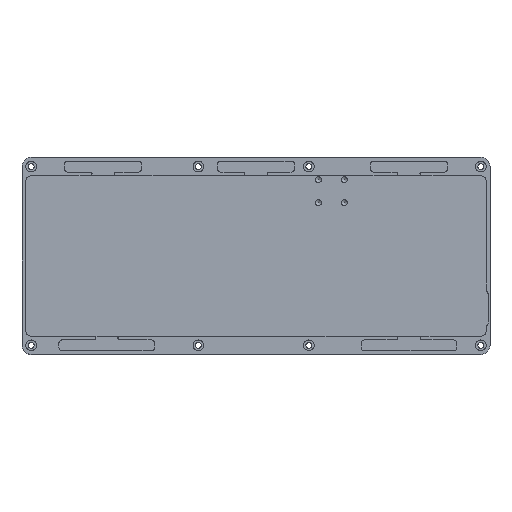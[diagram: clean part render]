
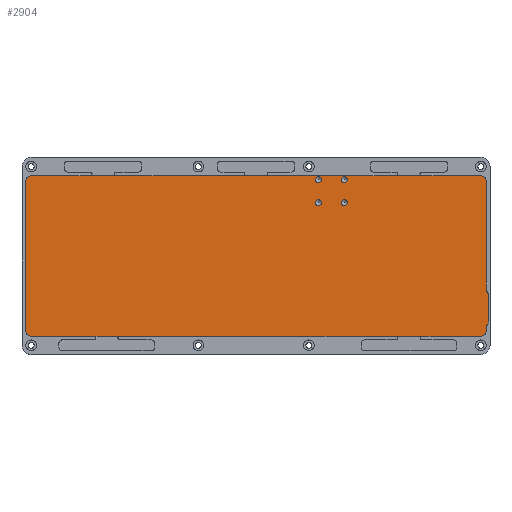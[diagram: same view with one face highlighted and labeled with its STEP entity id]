
A CAD part, top view. The second image highlights one B-rep face of the part: STEP entity #2904.
In plain terms, the highlighted planar face has unit normal (0, 0, 1).
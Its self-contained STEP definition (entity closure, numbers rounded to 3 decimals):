
#90=FACE_BOUND('',#476,.T.);
#91=FACE_BOUND('',#477,.T.);
#92=FACE_BOUND('',#478,.T.);
#93=FACE_BOUND('',#479,.T.);
#138=PLANE('',#3207);
#275=FACE_OUTER_BOUND('',#475,.T.);
#475=EDGE_LOOP('',(#2268,#2269,#2270,#2271,#2272,#2273,#2274,#2275,#2276,
#2277,#2278,#2279));
#476=EDGE_LOOP('',(#2280));
#477=EDGE_LOOP('',(#2281));
#478=EDGE_LOOP('',(#2282));
#479=EDGE_LOOP('',(#2283));
#645=LINE('',#4947,#871);
#648=LINE('',#4957,#874);
#649=LINE('',#4961,#875);
#650=LINE('',#4965,#876);
#651=LINE('',#4969,#877);
#652=LINE('',#4972,#878);
#871=VECTOR('',#3865,10.);
#874=VECTOR('',#3876,10.);
#875=VECTOR('',#3879,10.);
#876=VECTOR('',#3882,10.);
#877=VECTOR('',#3885,10.);
#878=VECTOR('',#3888,10.);
#1069=CIRCLE('',#3123,1.6);
#1071=CIRCLE('',#3127,1.6);
#1073=CIRCLE('',#3131,1.6);
#1075=CIRCLE('',#3135,1.6);
#1108=CIRCLE('',#3201,2.);
#1111=CIRCLE('',#3206,2.);
#1112=CIRCLE('',#3208,3.);
#1113=CIRCLE('',#3209,3.);
#1114=CIRCLE('',#3210,3.);
#1115=CIRCLE('',#3211,3.);
#1262=VERTEX_POINT('',#4638);
#1265=VERTEX_POINT('',#4647);
#1268=VERTEX_POINT('',#4656);
#1271=VERTEX_POINT('',#4665);
#1312=VERTEX_POINT('',#4935);
#1314=VERTEX_POINT('',#4938);
#1317=VERTEX_POINT('',#4946);
#1319=VERTEX_POINT('',#4951);
#1320=VERTEX_POINT('',#4956);
#1321=VERTEX_POINT('',#4958);
#1322=VERTEX_POINT('',#4960);
#1323=VERTEX_POINT('',#4962);
#1324=VERTEX_POINT('',#4964);
#1325=VERTEX_POINT('',#4966);
#1326=VERTEX_POINT('',#4968);
#1327=VERTEX_POINT('',#4970);
#1574=EDGE_CURVE('',#1262,#1262,#1069,.T.);
#1578=EDGE_CURVE('',#1265,#1265,#1071,.T.);
#1582=EDGE_CURVE('',#1268,#1268,#1073,.T.);
#1586=EDGE_CURVE('',#1271,#1271,#1075,.T.);
#1661=EDGE_CURVE('',#1312,#1314,#1108,.T.);
#1665=EDGE_CURVE('',#1314,#1317,#645,.T.);
#1669=EDGE_CURVE('',#1317,#1319,#1111,.T.);
#1670=EDGE_CURVE('',#1320,#1312,#648,.T.);
#1671=EDGE_CURVE('',#1321,#1320,#1112,.T.);
#1672=EDGE_CURVE('',#1322,#1321,#649,.T.);
#1673=EDGE_CURVE('',#1323,#1322,#1113,.T.);
#1674=EDGE_CURVE('',#1324,#1323,#650,.T.);
#1675=EDGE_CURVE('',#1325,#1324,#1114,.T.);
#1676=EDGE_CURVE('',#1326,#1325,#651,.T.);
#1677=EDGE_CURVE('',#1327,#1326,#1115,.T.);
#1678=EDGE_CURVE('',#1319,#1327,#652,.T.);
#2268=ORIENTED_EDGE('',*,*,#1670,.F.);
#2269=ORIENTED_EDGE('',*,*,#1671,.F.);
#2270=ORIENTED_EDGE('',*,*,#1672,.F.);
#2271=ORIENTED_EDGE('',*,*,#1673,.F.);
#2272=ORIENTED_EDGE('',*,*,#1674,.F.);
#2273=ORIENTED_EDGE('',*,*,#1675,.F.);
#2274=ORIENTED_EDGE('',*,*,#1676,.F.);
#2275=ORIENTED_EDGE('',*,*,#1677,.F.);
#2276=ORIENTED_EDGE('',*,*,#1678,.F.);
#2277=ORIENTED_EDGE('',*,*,#1669,.F.);
#2278=ORIENTED_EDGE('',*,*,#1665,.F.);
#2279=ORIENTED_EDGE('',*,*,#1661,.F.);
#2280=ORIENTED_EDGE('',*,*,#1574,.T.);
#2281=ORIENTED_EDGE('',*,*,#1578,.T.);
#2282=ORIENTED_EDGE('',*,*,#1582,.T.);
#2283=ORIENTED_EDGE('',*,*,#1586,.T.);
#2904=ADVANCED_FACE('',(#275,#90,#91,#92,#93),#138,.F.);
#3123=AXIS2_PLACEMENT_3D('',#4639,#3657,#3658);
#3127=AXIS2_PLACEMENT_3D('',#4648,#3667,#3668);
#3131=AXIS2_PLACEMENT_3D('',#4657,#3677,#3678);
#3135=AXIS2_PLACEMENT_3D('',#4666,#3687,#3688);
#3201=AXIS2_PLACEMENT_3D('',#4939,#3857,#3858);
#3206=AXIS2_PLACEMENT_3D('',#4954,#3872,#3873);
#3207=AXIS2_PLACEMENT_3D('',#4955,#3874,#3875);
#3208=AXIS2_PLACEMENT_3D('',#4959,#3877,#3878);
#3209=AXIS2_PLACEMENT_3D('',#4963,#3880,#3881);
#3210=AXIS2_PLACEMENT_3D('',#4967,#3883,#3884);
#3211=AXIS2_PLACEMENT_3D('',#4971,#3886,#3887);
#3657=DIRECTION('center_axis',(0.,0.,-1.));
#3658=DIRECTION('ref_axis',(1.,0.,0.));
#3667=DIRECTION('center_axis',(0.,0.,-1.));
#3668=DIRECTION('ref_axis',(1.,0.,0.));
#3677=DIRECTION('center_axis',(0.,0.,-1.));
#3678=DIRECTION('ref_axis',(1.,0.,0.));
#3687=DIRECTION('center_axis',(0.,0.,-1.));
#3688=DIRECTION('ref_axis',(1.,0.,0.));
#3857=DIRECTION('center_axis',(0.,0.,
-1.));
#3858=DIRECTION('ref_axis',(1.,0.,0.));
#3865=DIRECTION('',(0.,-1.,0.));
#3872=DIRECTION('center_axis',(0.,0.,
-1.));
#3873=DIRECTION('ref_axis',(0.,-1.,0.));
#3874=DIRECTION('center_axis',(0.,0.,-1.));
#3875=DIRECTION('ref_axis',(-1.,0.,0.));
#3876=DIRECTION('',(0.,-1.,0.));
#3877=DIRECTION('center_axis',(0.,0.,-1.));
#3878=DIRECTION('ref_axis',(0.,1.,0.));
#3879=DIRECTION('',(1.,0.,0.));
#3880=DIRECTION('center_axis',(0.,0.,-1.));
#3881=DIRECTION('ref_axis',(-1.,0.,0.));
#3882=DIRECTION('',(0.,1.,0.));
#3883=DIRECTION('center_axis',(0.,0.,-1.));
#3884=DIRECTION('ref_axis',(0.,-1.,0.));
#3885=DIRECTION('',(-1.,0.,0.));
#3886=DIRECTION('center_axis',(0.,0.,-1.));
#3887=DIRECTION('ref_axis',(1.,0.,0.));
#3888=DIRECTION('',(0.,-1.,0.));
#4638=CARTESIAN_POINT('',(192.905,-21.403,-6.));
#4639=CARTESIAN_POINT('Origin',(194.505,-21.403,-6.));
#4647=CARTESIAN_POINT('',(192.905,-33.903,-6.));
#4648=CARTESIAN_POINT('Origin',(194.505,-33.903,-6.));
#4656=CARTESIAN_POINT('',(178.905,-33.903,-6.));
#4657=CARTESIAN_POINT('Origin',(180.505,-33.903,-6.));
#4665=CARTESIAN_POINT('',(178.905,-21.403,-6.));
#4666=CARTESIAN_POINT('Origin',(180.505,-21.403,-6.));
#4935=CARTESIAN_POINT('',(271.6,-81.932,-6.));
#4938=CARTESIAN_POINT('',(272.594,-83.661,-6.));
#4939=CARTESIAN_POINT('Origin',(270.594,-83.661,-6.));
#4946=CARTESIAN_POINT('',(272.594,-99.286,-6.));
#4947=CARTESIAN_POINT('',(272.594,-83.661,-6.));
#4951=CARTESIAN_POINT('',(271.6,-101.014,-6.));
#4954=CARTESIAN_POINT('Origin',(270.594,-99.286,-6.));
#4955=CARTESIAN_POINT('Origin',(146.6,-62.9,-6.));
#4956=CARTESIAN_POINT('',(271.6,-22.4,-6.));
#4957=CARTESIAN_POINT('',(271.6,-83.15,-6.));
#4958=CARTESIAN_POINT('',(268.6,-19.4,-6.));
#4959=CARTESIAN_POINT('Origin',(268.6,-22.4,-6.));
#4960=CARTESIAN_POINT('',(24.6,-19.4,-6.));
#4961=CARTESIAN_POINT('',(207.6,-19.4,-6.));
#4962=CARTESIAN_POINT('',(21.6,-22.4,-6.));
#4963=CARTESIAN_POINT('Origin',(24.6,-22.4,-6.));
#4964=CARTESIAN_POINT('',(21.6,-103.4,-6.));
#4965=CARTESIAN_POINT('',(21.6,-42.65,-6.));
#4966=CARTESIAN_POINT('',(24.6,-106.4,-6.));
#4967=CARTESIAN_POINT('Origin',(24.6,-103.4,-6.));
#4968=CARTESIAN_POINT('',(268.6,-106.4,-6.));
#4969=CARTESIAN_POINT('',(85.6,-106.4,-6.));
#4970=CARTESIAN_POINT('',(271.6,-103.4,-6.));
#4971=CARTESIAN_POINT('Origin',(268.6,-103.4,-6.));
#4972=CARTESIAN_POINT('',(271.6,-83.15,-6.));
